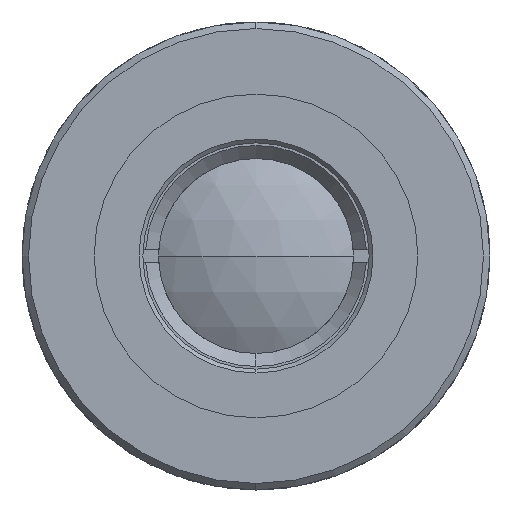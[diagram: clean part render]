
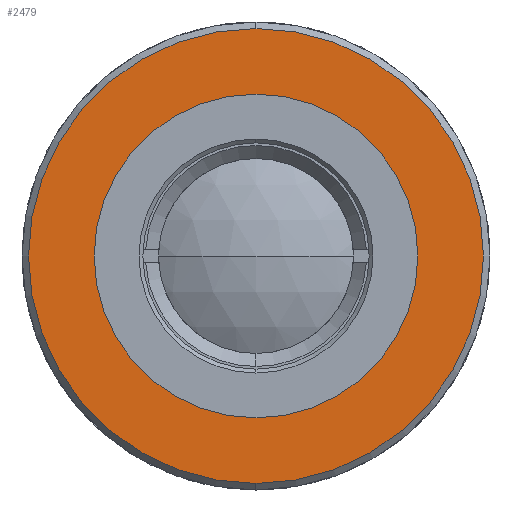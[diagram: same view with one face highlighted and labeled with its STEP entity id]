
A CAD part, left-side view. The second image highlights one B-rep face of the part: STEP entity #2479.
In plain terms, the highlighted planar face has unit normal (-1, 0, 0).
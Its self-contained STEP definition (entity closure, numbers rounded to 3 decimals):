
#65 = CARTESIAN_POINT ( 'NONE',  ( -4.996, 0., 17.5 ) ) ;
#133 = DIRECTION ( 'NONE',  ( 0., 0., -1. ) ) ;
#355 = DIRECTION ( 'NONE',  ( 1., 0., 0. ) ) ;
#565 = AXIS2_PLACEMENT_3D ( 'NONE', #1582, #2163, #2689 ) ;
#624 = CIRCLE ( 'NONE', #565, 12.45 ) ;
#643 = CARTESIAN_POINT ( 'NONE',  ( -4.996, 18., 0. ) ) ;
#705 = DIRECTION ( 'NONE',  ( 0., 0., -1. ) ) ;
#847 = VERTEX_POINT ( 'NONE', #1512 ) ;
#881 = DIRECTION ( 'NONE',  ( 0., 0., 1. ) ) ;
#890 = ORIENTED_EDGE ( 'NONE', *, *, #963, .F. ) ;
#952 = CIRCLE ( 'NONE', #1137, 17.5 ) ;
#963 = EDGE_CURVE ( 'NONE', #1284, #847, #624, .T. ) ;
#967 = CIRCLE ( 'NONE', #2070, 17.5 ) ;
#1036 = DIRECTION ( 'NONE',  ( -1., 0., 0. ) ) ;
#1137 = AXIS2_PLACEMENT_3D ( 'NONE', #3505, #1036, #705 ) ;
#1284 = VERTEX_POINT ( 'NONE', #2634 ) ;
#1408 = DIRECTION ( 'NONE',  ( -1., 0., 0. ) ) ;
#1415 = ORIENTED_EDGE ( 'NONE', *, *, #1738, .F. ) ;
#1485 = FACE_OUTER_BOUND ( 'NONE', #3591, .T. ) ;
#1512 = CARTESIAN_POINT ( 'NONE',  ( -4.996, 0., -12.45 ) ) ;
#1582 = CARTESIAN_POINT ( 'NONE',  ( -4.996, 0., 0. ) ) ;
#1608 = ORIENTED_EDGE ( 'NONE', *, *, #3116, .T. ) ;
#1704 = EDGE_LOOP ( 'NONE', ( #890, #1415 ) ) ;
#1738 = EDGE_CURVE ( 'NONE', #847, #1284, #2648, .T. ) ;
#2013 = EDGE_CURVE ( 'NONE', #2942, #2971, #952, .T. ) ;
#2070 = AXIS2_PLACEMENT_3D ( 'NONE', #3463, #3152, #133 ) ;
#2163 = DIRECTION ( 'NONE',  ( -1., 0., 0. ) ) ;
#2178 = AXIS2_PLACEMENT_3D ( 'NONE', #3367, #1408, #881 ) ;
#2258 = CARTESIAN_POINT ( 'NONE',  ( -4.996, 0., -17.5 ) ) ;
#2322 = DIRECTION ( 'NONE',  ( 0., 0., -1. ) ) ;
#2429 = AXIS2_PLACEMENT_3D ( 'NONE', #643, #355, #2322 ) ;
#2479 = ADVANCED_FACE ( 'NONE', ( #1485, #2632 ), #2847, .F. ) ;
#2632 = FACE_BOUND ( 'NONE', #1704, .T. ) ;
#2634 = CARTESIAN_POINT ( 'NONE',  ( -4.996, 0., 12.45 ) ) ;
#2648 = CIRCLE ( 'NONE', #2178, 12.45 ) ;
#2689 = DIRECTION ( 'NONE',  ( 0., 0., 1. ) ) ;
#2847 = PLANE ( 'NONE',  #2429 ) ;
#2942 = VERTEX_POINT ( 'NONE', #2258 ) ;
#2966 = ORIENTED_EDGE ( 'NONE', *, *, #2013, .T. ) ;
#2971 = VERTEX_POINT ( 'NONE', #65 ) ;
#3116 = EDGE_CURVE ( 'NONE', #2971, #2942, #967, .T. ) ;
#3152 = DIRECTION ( 'NONE',  ( -1., 0., 0. ) ) ;
#3367 = CARTESIAN_POINT ( 'NONE',  ( -4.996, 0., 0. ) ) ;
#3463 = CARTESIAN_POINT ( 'NONE',  ( -4.996, 0., 0. ) ) ;
#3505 = CARTESIAN_POINT ( 'NONE',  ( -4.996, 0., 0. ) ) ;
#3591 = EDGE_LOOP ( 'NONE', ( #2966, #1608 ) ) ;
